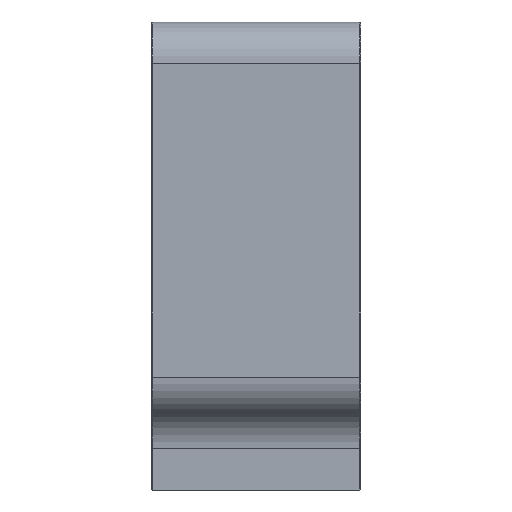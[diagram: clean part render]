
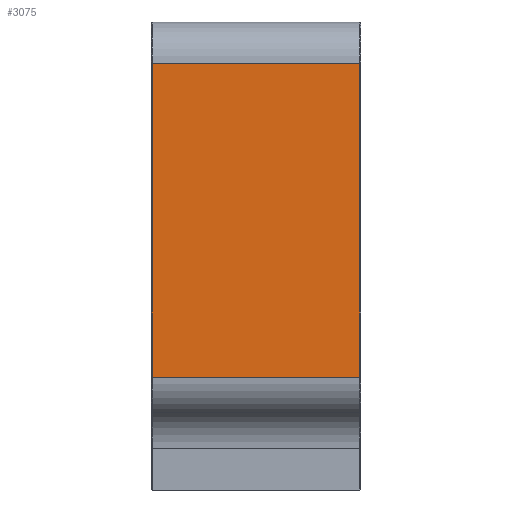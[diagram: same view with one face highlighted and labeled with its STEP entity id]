
A CAD part, left-side view. The second image highlights one B-rep face of the part: STEP entity #3075.
In plain terms, the highlighted planar face has unit normal (-1, 0, 0).
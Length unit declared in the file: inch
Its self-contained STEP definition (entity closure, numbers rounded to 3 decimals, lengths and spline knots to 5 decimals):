
#832 = VERTEX_POINT ( 'NONE', #7321 ) ;
#1106 = VERTEX_POINT ( 'NONE', #2723 ) ;
#1397 = PLANE ( 'NONE',  #5168 ) ;
#1418 = LINE ( 'NONE', #1509, #5623 ) ;
#1509 = CARTESIAN_POINT ( 'NONE',  ( -1.95, 0.95, 1.75 ) ) ;
#1709 = EDGE_CURVE ( 'NONE', #2190, #1106, #9396, .T. ) ;
#1999 = EDGE_LOOP ( 'NONE', ( #4931, #3431, #10240, #6143 ) ) ;
#2190 = VERTEX_POINT ( 'NONE', #10522 ) ;
#2243 = CARTESIAN_POINT ( 'NONE',  ( -1.95, 0.95, -2.125 ) ) ;
#2659 = CARTESIAN_POINT ( 'NONE',  ( -1.95, 0.95, -1.10048 ) ) ;
#2697 = CARTESIAN_POINT ( 'NONE',  ( -1.95, 0.94, -1.10048 ) ) ;
#2723 = CARTESIAN_POINT ( 'NONE',  ( -1.95, -0.94, 1.75 ) ) ;
#3075 = ADVANCED_FACE ( 'NONE', ( #5371 ), #1397, .F. ) ;
#3320 = CARTESIAN_POINT ( 'NONE',  ( -1.95, 0.94, -1.10048 ) ) ;
#3431 = ORIENTED_EDGE ( 'NONE', *, *, #1709, .T. ) ;
#3444 = LINE ( 'NONE', #3320, #9386 ) ;
#3546 = DIRECTION ( 'NONE',  ( 0., -1., 0. ) ) ;
#3696 = LINE ( 'NONE', #2659, #10043 ) ;
#4026 = EDGE_CURVE ( 'NONE', #1106, #832, #1418, .T. ) ;
#4669 = DIRECTION ( 'NONE',  ( 1., 0., 0. ) ) ;
#4791 = CARTESIAN_POINT ( 'NONE',  ( -1.95, -0.94, -2.125 ) ) ;
#4923 = VERTEX_POINT ( 'NONE', #2697 ) ;
#4931 = ORIENTED_EDGE ( 'NONE', *, *, #9911, .T. ) ;
#5002 = DIRECTION ( 'NONE',  ( 0., 0., -1. ) ) ;
#5168 = AXIS2_PLACEMENT_3D ( 'NONE', #2243, #4669, #8832 ) ;
#5266 = VECTOR ( 'NONE', #10454, 39.37008 ) ;
#5371 = FACE_OUTER_BOUND ( 'NONE', #1999, .T. ) ;
#5623 = VECTOR ( 'NONE', #9981, 39.37008 ) ;
#6143 = ORIENTED_EDGE ( 'NONE', *, *, #9854, .T. ) ;
#7321 = CARTESIAN_POINT ( 'NONE',  ( -1.95, 0.94, 1.75 ) ) ;
#8832 = DIRECTION ( 'NONE',  ( 0., 0., -1. ) ) ;
#9386 = VECTOR ( 'NONE', #5002, 39.37008 ) ;
#9396 = LINE ( 'NONE', #4791, #5266 ) ;
#9854 = EDGE_CURVE ( 'NONE', #832, #4923, #3444, .T. ) ;
#9911 = EDGE_CURVE ( 'NONE', #4923, #2190, #3696, .T. ) ;
#9981 = DIRECTION ( 'NONE',  ( 0., 1., 0. ) ) ;
#10043 = VECTOR ( 'NONE', #3546, 39.37008 ) ;
#10240 = ORIENTED_EDGE ( 'NONE', *, *, #4026, .T. ) ;
#10454 = DIRECTION ( 'NONE',  ( 0., 0., 1. ) ) ;
#10522 = CARTESIAN_POINT ( 'NONE',  ( -1.95, -0.94, -1.10048 ) ) ;
